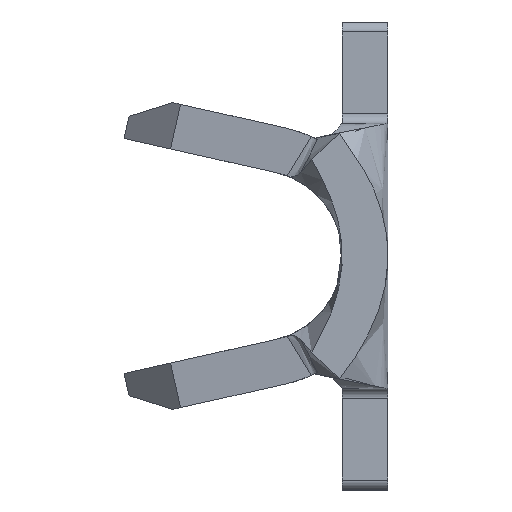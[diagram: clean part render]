
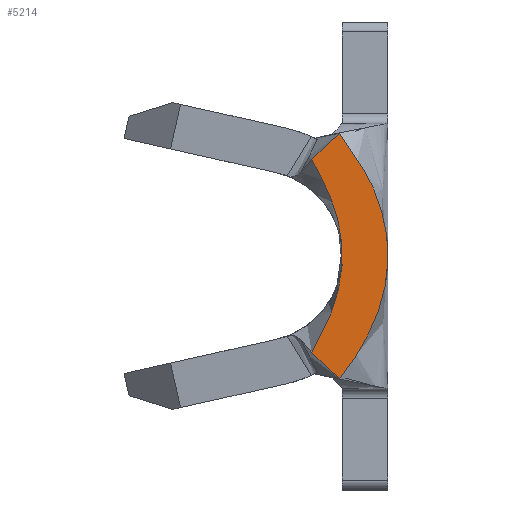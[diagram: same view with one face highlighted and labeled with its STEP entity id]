
A CAD part, left-side view. The second image highlights one B-rep face of the part: STEP entity #5214.
In plain terms, the highlighted planar face has unit normal (-1, 0, 0).
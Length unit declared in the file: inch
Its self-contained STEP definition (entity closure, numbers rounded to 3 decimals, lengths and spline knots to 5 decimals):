
#19 = CARTESIAN_POINT ( 'NONE',  ( -0.512, 0.03252, 0.01184 ) ) ;
#140 = CARTESIAN_POINT ( 'NONE',  ( -0.512, 0.185, -0.093 ) ) ;
#211 = VERTEX_POINT ( 'NONE', #3699 ) ;
#296 = ORIENTED_EDGE ( 'NONE', *, *, #1778, .F. ) ;
#297 = CARTESIAN_POINT ( 'NONE',  ( -0.512, 0.0339, -0.08606 ) ) ;
#357 = CARTESIAN_POINT ( 'NONE',  ( -0.512, 0.03989, 0.08025 ) ) ;
#365 = B_SPLINE_CURVE_WITH_KNOTS ( 'NONE', 3,
 ( #1065, #4272, #5335, #2130, #5870, #2681, #6409, #3212, #19, #3755, #540, #4296, #1085, #4823 ),
 .UNSPECIFIED., .F., .F.,
 ( 4, 2, 2, 2, 2, 2, 4 ),
 ( 0., 0.00091, 0.00136, 0.00182, 0.00227, 0.00273, 0.00363 ),
 .UNSPECIFIED. ) ;
#447 = B_SPLINE_CURVE_WITH_KNOTS ( 'NONE', 3,
 ( #4759, #3146, #5831, #2632, #6362, #3175, #6909, #3713, #504, #4257 ),
 .UNSPECIFIED., .F., .F.,
 ( 4, 3, 3, 4 ),
 ( 0., 0.00018, 0.00036, 0.00068 ),
 .UNSPECIFIED. ) ;
#449 = CARTESIAN_POINT ( 'NONE',  ( -0.512, 0.0339, -0.08606 ) ) ;
#504 = CARTESIAN_POINT ( 'NONE',  ( -0.512, 0.0503, -0.07065 ) ) ;
#540 = CARTESIAN_POINT ( 'NONE',  ( -0.512, 0.03616, 0.02951 ) ) ;
#668 = DIRECTION ( 'NONE',  ( 0., 0., 1. ) ) ;
#804 = CARTESIAN_POINT ( 'NONE',  ( -0.512, 0.01581, 0.06053 ) ) ;
#896 = CARTESIAN_POINT ( 'NONE',  ( -0.512, 0.0339, 0.08606 ) ) ;
#1065 = CARTESIAN_POINT ( 'NONE',  ( -0.512, 0.0534, -0.06792 ) ) ;
#1085 = CARTESIAN_POINT ( 'NONE',  ( -0.512, 0.04754, 0.05736 ) ) ;
#1209 = ORIENTED_EDGE ( 'NONE', *, *, #4050, .F. ) ;
#1322 = CARTESIAN_POINT ( 'NONE',  ( -0.512, 0.0339, 0.08606 ) ) ;
#1333 = VERTEX_POINT ( 'NONE', #3937 ) ;
#1344 = CARTESIAN_POINT ( 'NONE',  ( -0.512, 0.00419, 0.03145 ) ) ;
#1608 = B_SPLINE_CURVE_WITH_KNOTS ( 'NONE', 3,
 ( #1322, #6135, #804, #4555, #1344, #5082, #1869, #5625, #2415, #6161, #2965, #6691, #3498, #297 ),
 .UNSPECIFIED., .F., .F.,
 ( 4, 2, 2, 2, 2, 2, 4 ),
 ( 0., 0.00118, 0.00177, 0.00236, 0.00296, 0.00355, 0.00473 ),
 .UNSPECIFIED. ) ;
#1737 = VERTEX_POINT ( 'NONE', #449 ) ;
#1778 = EDGE_CURVE ( 'NONE', #1737, #1333, #447, .T. ) ;
#1869 = CARTESIAN_POINT ( 'NONE',  ( -0.512, 0.00002, 0.00822 ) ) ;
#2130 = CARTESIAN_POINT ( 'NONE',  ( -0.512, 0.03626, -0.02984 ) ) ;
#2135 = EDGE_LOOP ( 'NONE', ( #1209, #4355, #5756, #296 ) ) ;
#2174 = VERTEX_POINT ( 'NONE', #6880 ) ;
#2415 = CARTESIAN_POINT ( 'NONE',  ( -0.512, 0.00081, -0.01551 ) ) ;
#2477 = CARTESIAN_POINT ( 'NONE',  ( -0.512, 0.04988, 0.07104 ) ) ;
#2632 = CARTESIAN_POINT ( 'NONE',  ( -0.512, 0.03901, -0.08111 ) ) ;
#2681 = CARTESIAN_POINT ( 'NONE',  ( -0.512, 0.03256, -0.01212 ) ) ;
#2965 = CARTESIAN_POINT ( 'NONE',  ( -0.512, 0.00642, -0.03839 ) ) ;
#2972 = EDGE_CURVE ( 'NONE', #2174, #211, #6361, .T. ) ;
#3028 = CARTESIAN_POINT ( 'NONE',  ( -0.512, 0.0464, 0.07421 ) ) ;
#3146 = CARTESIAN_POINT ( 'NONE',  ( -0.512, 0.03559, -0.0844 ) ) ;
#3175 = CARTESIAN_POINT ( 'NONE',  ( -0.512, 0.04246, -0.07785 ) ) ;
#3212 = CARTESIAN_POINT ( 'NONE',  ( -0.512, 0.03199, 0.00579 ) ) ;
#3257 = FACE_OUTER_BOUND ( 'NONE', #2135, .T. ) ;
#3498 = CARTESIAN_POINT ( 'NONE',  ( -0.512, 0.02435, -0.07346 ) ) ;
#3566 = CARTESIAN_POINT ( 'NONE',  ( -0.512, 0.04294, 0.07741 ) ) ;
#3699 = CARTESIAN_POINT ( 'NONE',  ( -0.512, 0.0339, 0.08606 ) ) ;
#3713 = CARTESIAN_POINT ( 'NONE',  ( -0.512, 0.04724, -0.07343 ) ) ;
#3755 = CARTESIAN_POINT ( 'NONE',  ( -0.512, 0.03462, 0.02371 ) ) ;
#3881 = DIRECTION ( 'NONE',  ( -1., 0., 0. ) ) ;
#3937 = CARTESIAN_POINT ( 'NONE',  ( -0.512, 0.0534, -0.06792 ) ) ;
#4050 = EDGE_CURVE ( 'NONE', #211, #1737, #1608, .T. ) ;
#4112 = CARTESIAN_POINT ( 'NONE',  ( -0.512, 0.03687, 0.08314 ) ) ;
#4141 = EDGE_CURVE ( 'NONE', #1333, #2174, #365, .T. ) ;
#4257 = CARTESIAN_POINT ( 'NONE',  ( -0.512, 0.0534, -0.06792 ) ) ;
#4272 = CARTESIAN_POINT ( 'NONE',  ( -0.512, 0.04758, -0.05742 ) ) ;
#4296 = CARTESIAN_POINT ( 'NONE',  ( -0.512, 0.04199, 0.04653 ) ) ;
#4355 = ORIENTED_EDGE ( 'NONE', *, *, #2972, .F. ) ;
#4555 = CARTESIAN_POINT ( 'NONE',  ( -0.512, 0.00666, 0.03904 ) ) ;
#4759 = CARTESIAN_POINT ( 'NONE',  ( -0.512, 0.0339, -0.08606 ) ) ;
#4823 = CARTESIAN_POINT ( 'NONE',  ( -0.512, 0.0534, 0.06792 ) ) ;
#5082 = CARTESIAN_POINT ( 'NONE',  ( -0.512, 0.00088, 0.01602 ) ) ;
#5214 = ADVANCED_FACE ( 'NONE', ( #3257 ), #6346, .T. ) ;
#5335 = CARTESIAN_POINT ( 'NONE',  ( -0.512, 0.04211, -0.04678 ) ) ;
#5432 = AXIS2_PLACEMENT_3D ( 'NONE', #140, #3881, #668 ) ;
#5625 = CARTESIAN_POINT ( 'NONE',  ( -0.512, -0.00002, -0.00754 ) ) ;
#5659 = CARTESIAN_POINT ( 'NONE',  ( -0.512, 0.05164, 0.06947 ) ) ;
#5756 = ORIENTED_EDGE ( 'NONE', *, *, #4141, .F. ) ;
#5831 = CARTESIAN_POINT ( 'NONE',  ( -0.512, 0.0373, -0.08275 ) ) ;
#5870 = CARTESIAN_POINT ( 'NONE',  ( -0.512, 0.03468, -0.02399 ) ) ;
#6135 = CARTESIAN_POINT ( 'NONE',  ( -0.512, 0.0244, 0.07354 ) ) ;
#6161 = CARTESIAN_POINT ( 'NONE',  ( -0.512, 0.00403, -0.03088 ) ) ;
#6218 = CARTESIAN_POINT ( 'NONE',  ( -0.512, 0.04814, 0.07263 ) ) ;
#6346 = PLANE ( 'NONE',  #5432 ) ;
#6361 = B_SPLINE_CURVE_WITH_KNOTS ( 'NONE', 3,
 ( #6733, #5659, #2477, #6218, #3028, #6755, #3566, #357, #4112, #896 ),
 .UNSPECIFIED., .F., .F.,
 ( 4, 3, 3, 4 ),
 ( 0., 0.00018, 0.00036, 0.00068 ),
 .UNSPECIFIED. ) ;
#6362 = CARTESIAN_POINT ( 'NONE',  ( -0.512, 0.04073, -0.07947 ) ) ;
#6409 = CARTESIAN_POINT ( 'NONE',  ( -0.512, 0.03201, -0.00617 ) ) ;
#6691 = CARTESIAN_POINT ( 'NONE',  ( -0.512, 0.01566, -0.06034 ) ) ;
#6733 = CARTESIAN_POINT ( 'NONE',  ( -0.512, 0.0534, 0.06792 ) ) ;
#6755 = CARTESIAN_POINT ( 'NONE',  ( -0.512, 0.04466, 0.0758 ) ) ;
#6880 = CARTESIAN_POINT ( 'NONE',  ( -0.512, 0.0534, 0.06792 ) ) ;
#6909 = CARTESIAN_POINT ( 'NONE',  ( -0.512, 0.0442, -0.07624 ) ) ;
